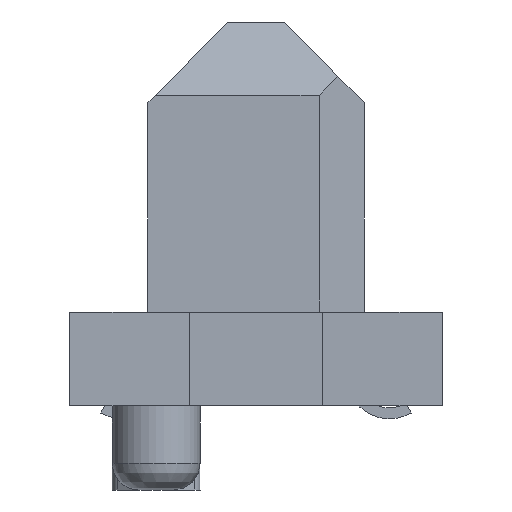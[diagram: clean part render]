
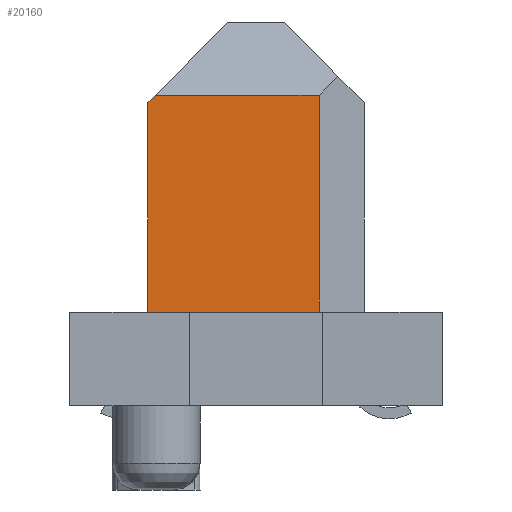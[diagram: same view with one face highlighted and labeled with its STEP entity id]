
A CAD part, left-side view. The second image highlights one B-rep face of the part: STEP entity #20160.
In plain terms, the highlighted planar face has unit normal (-1, 0, 0).
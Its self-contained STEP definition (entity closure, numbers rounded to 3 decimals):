
#741=FACE_OUTER_BOUND($,#1773,.T.);
#1773=EDGE_LOOP($,(#14784,#14785,#14786,#14787,#14788));
#4051=LINE($,#30745,#6742);
#4067=LINE($,#30776,#6758);
#4069=LINE($,#30780,#6760);
#4070=LINE($,#30782,#6761);
#4071=LINE($,#30783,#6762);
#6742=VECTOR($,#24325,3.26);
#6758=VECTOR($,#24351,2.458);
#6760=VECTOR($,#24355,0.164);
#6761=VECTOR($,#24356,3.143);
#6762=VECTOR($,#24357,2.573);
#9350=VERTEX_POINT($,#30742);
#9351=VERTEX_POINT($,#30744);
#9361=VERTEX_POINT($,#30774);
#9362=VERTEX_POINT($,#30779);
#9363=VERTEX_POINT($,#30781);
#11524=EDGE_CURVE($,#9350,#9351,#4051,.T.);
#11540=EDGE_CURVE($,#9361,#9350,#4067,.T.);
#11542=EDGE_CURVE($,#9362,#9361,#4069,.T.);
#11543=EDGE_CURVE($,#9363,#9362,#4070,.T.);
#11544=EDGE_CURVE($,#9363,#9351,#4071,.T.);
#14784=ORIENTED_EDGE($,*,*,#11542,.F.);
#14785=ORIENTED_EDGE($,*,*,#11543,.F.);
#14786=ORIENTED_EDGE($,*,*,#11544,.T.);
#14787=ORIENTED_EDGE($,*,*,#11524,.F.);
#14788=ORIENTED_EDGE($,*,*,#11540,.F.);
#19297=PLANE($,#21279);
#20160=ADVANCED_FACE($,(#741),#19297,.F.);
#21279=AXIS2_PLACEMENT_3D($,#30778,#24353,#24354);
#24325=DIRECTION($,(0.,0.,-1.));
#24351=DIRECTION($,(0.,-1.,0.));
#24353=DIRECTION('center_axis',(1.,0.,0.));
#24354=DIRECTION('ref_axis',(0.,1.,0.));
#24355=DIRECTION($,(0.,-0.701,0.713));
#24356=DIRECTION($,(0.,0.,1.));
#24357=DIRECTION($,(0.,-1.,0.));
#30742=CARTESIAN_POINT('',(-18.1,-0.948,4.865));
#30744=CARTESIAN_POINT('',(-18.1,-0.948,1.605));
#30745=CARTESIAN_POINT($,(-18.1,-0.948,7.57));
#30774=CARTESIAN_POINT('',(-18.1,1.51,4.865));
#30776=CARTESIAN_POINT($,(-18.1,1.625,4.865));
#30778=CARTESIAN_POINT('Origin',(-18.1,1.625,1.605));
#30779=CARTESIAN_POINT('',(-18.1,1.625,4.748));
#30780=CARTESIAN_POINT($,(-18.1,3.196,3.148));
#30781=CARTESIAN_POINT('',(-18.1,1.625,1.605));
#30782=CARTESIAN_POINT($,(-18.1,1.625,1.605));
#30783=CARTESIAN_POINT($,(-18.1,1.625,1.605));
